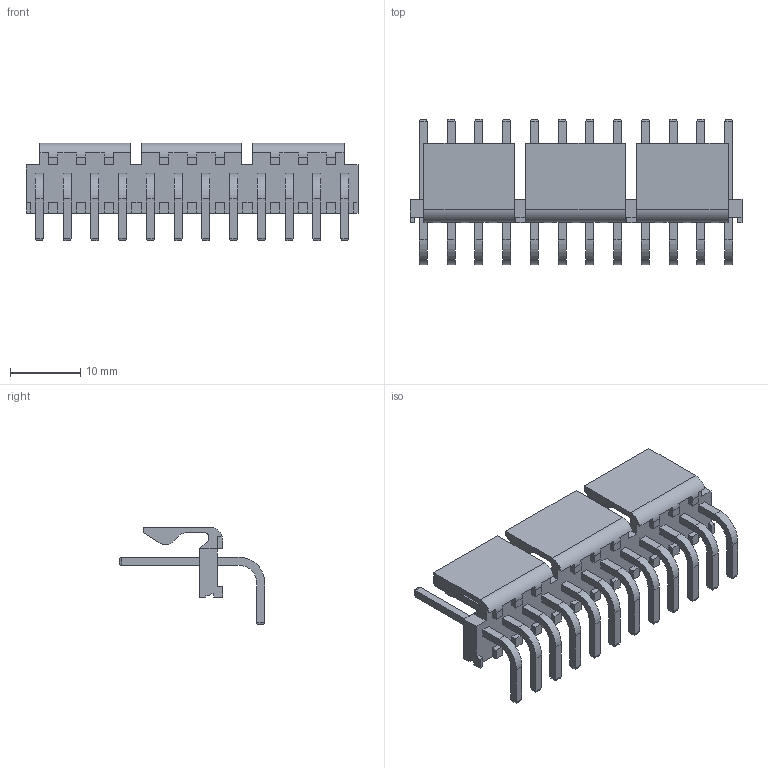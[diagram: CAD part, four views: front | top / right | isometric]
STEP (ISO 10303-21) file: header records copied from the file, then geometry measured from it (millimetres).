
FILE_DESCRIPTION(/* description */ ('model of Molex_KK-396_A-41792-0012_1x12_P3.96mm_Horizontal'),/* implementation_level */ '2;1');
FILE_NAME(/* name */ 'Molex_KK-396_A-41792-0012_1x12_P3.96mm_Horizontal.step',/* time_stamp */ '2022-01-07T13:39:54',/* author */ ('Franck Bourdonnec',''),/* organization */ (''),/* preprocessor_version */ '',/* originating_system */ '',/* authorisation */ '');
FILE_SCHEMA(('AUTOMOTIVE_DESIGN { 1 0 10303 214 1 1 1 1 }'));
Length unit declared in the file: millimetre
Products named in the file (1): Molex_A_41792_0012
Bounding box: 47.37 x 20.71 x 13.98 mm (x, y, z)
Volume: 1967.9 mm3; surface area: 3558.6 mm2
Topology: 1 solids, 1 shells, 420 faces, 1083 edges, 690 vertices
Faces by surface type: plane 382, cylinder 38
Entity records: 29087 total; most frequent: CARTESIAN_POINT 5192, DIRECTION 3583, LINE 2505, VECTOR 2505, ORIENTED_EDGE 2166, PCURVE 2166, DEFINITIONAL_REPRESENTATION 2166, EDGE_CURVE 1083
